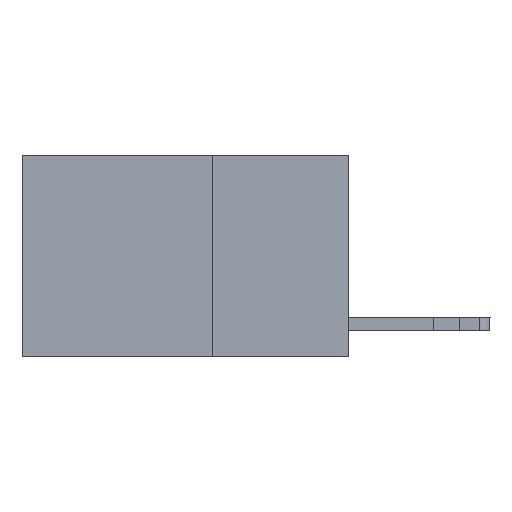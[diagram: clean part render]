
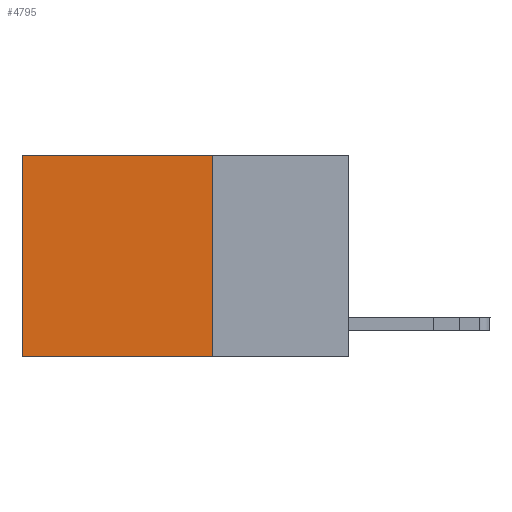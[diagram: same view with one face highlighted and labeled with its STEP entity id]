
A CAD part, left-side view. The second image highlights one B-rep face of the part: STEP entity #4795.
In plain terms, the highlighted planar face has unit normal (-1, 0, 0).
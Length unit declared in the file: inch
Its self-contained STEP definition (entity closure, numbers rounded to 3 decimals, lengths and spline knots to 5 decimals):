
#354 = EDGE_CURVE ( 'NONE', #19887, #16965, #1074, .T. ) ;
#1074 = LINE ( 'NONE', #15332, #13317 ) ;
#3114 = VERTEX_POINT ( 'NONE', #14402 ) ;
#3190 = VECTOR ( 'NONE', #17409, 39.37008 ) ;
#3695 = LINE ( 'NONE', #12819, #3190 ) ;
#3946 = VECTOR ( 'NONE', #17034, 39.37008 ) ;
#4646 = DIRECTION ( 'NONE',  ( 0., 0., -1. ) ) ;
#4795 = ADVANCED_FACE ( 'NONE', ( #5762 ), #13943, .F. ) ;
#5548 = CARTESIAN_POINT ( 'NONE',  ( 0.2625, 0.25, 0. ) ) ;
#5729 = VECTOR ( 'NONE', #4646, 39.37008 ) ;
#5762 = FACE_OUTER_BOUND ( 'NONE', #12586, .T. ) ;
#7021 = ORIENTED_EDGE ( 'NONE', *, *, #10363, .T. ) ;
#7145 = DIRECTION ( 'NONE',  ( 0., 0., -1. ) ) ;
#9061 = EDGE_CURVE ( 'NONE', #16965, #3114, #12409, .T. ) ;
#10284 = ORIENTED_EDGE ( 'NONE', *, *, #9061, .F. ) ;
#10363 = EDGE_CURVE ( 'NONE', #15517, #3114, #14085, .T. ) ;
#12409 = LINE ( 'NONE', #16967, #3946 ) ;
#12586 = EDGE_LOOP ( 'NONE', ( #7021, #10284, #18509, #18821 ) ) ;
#12636 = CARTESIAN_POINT ( 'NONE',  ( 0.2625, 0.25, -0.37 ) ) ;
#12819 = CARTESIAN_POINT ( 'NONE',  ( 0.2625, 0.25, 0. ) ) ;
#13317 = VECTOR ( 'NONE', #7145, 39.37008 ) ;
#13549 = DIRECTION ( 'NONE',  ( 0., 0., -1. ) ) ;
#13774 = DIRECTION ( 'NONE',  ( 1., 0., 0. ) ) ;
#13878 = CARTESIAN_POINT ( 'NONE',  ( 0.2625, 0.25, 0. ) ) ;
#13943 = PLANE ( 'NONE',  #17330 ) ;
#14085 = LINE ( 'NONE', #15617, #5729 ) ;
#14402 = CARTESIAN_POINT ( 'NONE',  ( 0.2625, 0.6, -0.37 ) ) ;
#15239 = CARTESIAN_POINT ( 'NONE',  ( 0.2625, 0.6, 0. ) ) ;
#15332 = CARTESIAN_POINT ( 'NONE',  ( 0.2625, 0.25, 0. ) ) ;
#15517 = VERTEX_POINT ( 'NONE', #15239 ) ;
#15617 = CARTESIAN_POINT ( 'NONE',  ( 0.2625, 0.6, 0. ) ) ;
#16965 = VERTEX_POINT ( 'NONE', #12636 ) ;
#16967 = CARTESIAN_POINT ( 'NONE',  ( 0.2625, 0.25, -0.37 ) ) ;
#17034 = DIRECTION ( 'NONE',  ( 0., 1., 0. ) ) ;
#17330 = AXIS2_PLACEMENT_3D ( 'NONE', #13878, #13774, #13549 ) ;
#17409 = DIRECTION ( 'NONE',  ( 0., 1., 0. ) ) ;
#18368 = EDGE_CURVE ( 'NONE', #19887, #15517, #3695, .T. ) ;
#18509 = ORIENTED_EDGE ( 'NONE', *, *, #354, .F. ) ;
#18821 = ORIENTED_EDGE ( 'NONE', *, *, #18368, .T. ) ;
#19887 = VERTEX_POINT ( 'NONE', #5548 ) ;
